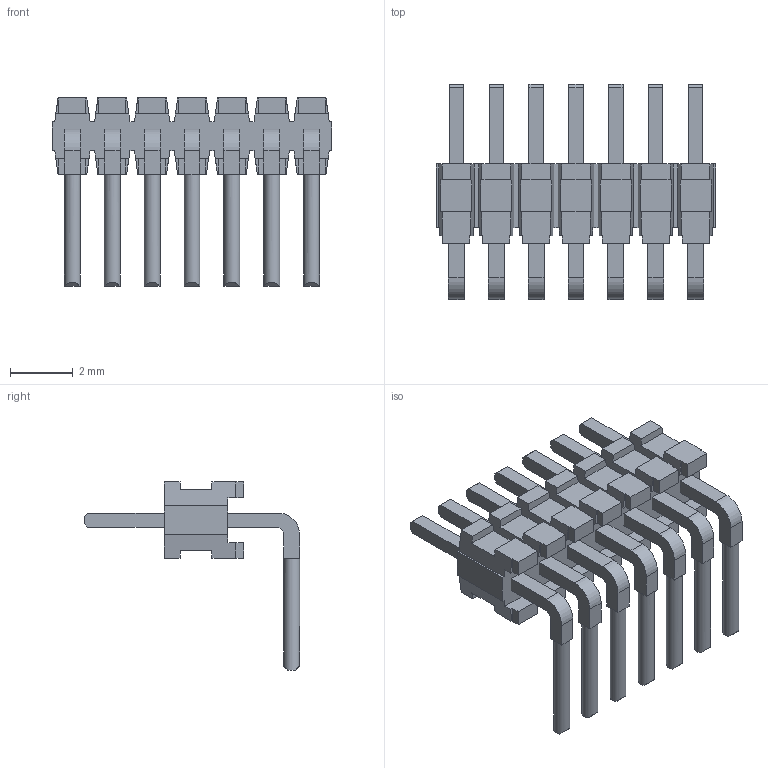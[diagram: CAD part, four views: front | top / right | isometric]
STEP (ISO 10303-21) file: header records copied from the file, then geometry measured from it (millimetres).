
FILE_DESCRIPTION( ( 'STEP AP214' ), '1' );
FILE_NAME( 'TMS-107-02-G-S-RA.stp', '2021-11-14T06:33:46', ( 'License CC BY-ND 4.0' ), ( 'CADENAS' ), ' ', 'PARTsolutions', ' ' );
FILE_SCHEMA( ( 'AUTOMOTIVE_DESIGN { 1 0 10303 214 1 1 1 1 }' ) );
Length unit declared in the file: inch
Products named in the file (3): TMS-107-02-G-S-RA; _TMS-107-S_header; _T-1M6-07-02-S-RA
Assembly tree (2 placements, depth 2):
  TMS-107-02-G-S-RA
    _TMS-107-S_header
    _T-1M6-07-02-S-RA
Bounding box: 8.89 x 6.86 x 5.99 mm (x, y, z)
Volume: 55.1 mm3; surface area: 314.3 mm2
Topology: 2 solids, 2 shells, 392 faces, 1114 edges, 731 vertices
Faces by surface type: plane 371, cylinder 21
Full cylindrical faces by diameter (mm): 0.508 x7
Entity records: 15622 total; most frequent: CARTESIAN_POINT 2219, ORIENTED_EDGE 2200, DIRECTION 1974, EDGE_CURVE 1100, LINE 1016, VECTOR 1016, VERTEX_POINT 724, AXIS2_PLACEMENT_3D 479
